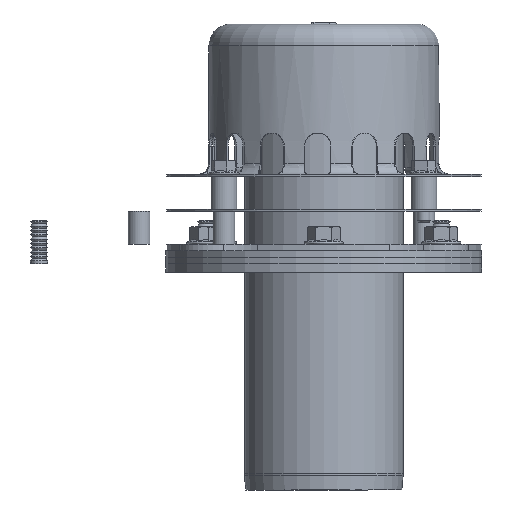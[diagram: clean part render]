
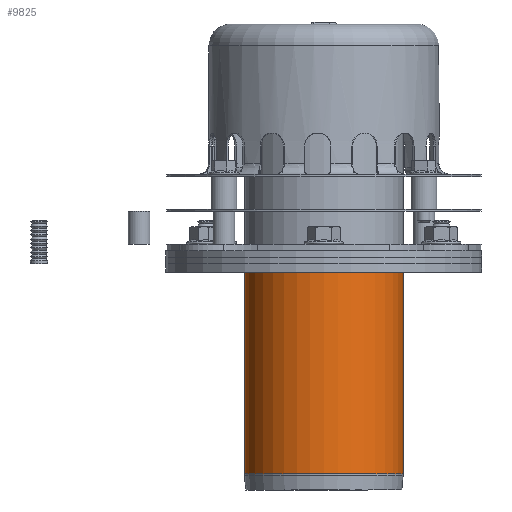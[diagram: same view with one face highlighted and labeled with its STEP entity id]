
A CAD part, left-side view. The second image highlights one B-rep face of the part: STEP entity #9825.
In plain terms, the highlighted cylindrical face has radius 365 mm (diameter 730 mm), a full revolution.
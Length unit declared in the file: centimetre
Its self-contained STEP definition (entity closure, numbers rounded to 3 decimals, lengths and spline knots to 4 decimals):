
#306=CYLINDRICAL_SURFACE('',#10780,36.5);
#860=FACE_OUTER_BOUND('',#1521,.T.);
#1521=EDGE_LOOP('',(#7560,#7561,#7562,#7563,#7564));
#2139=CIRCLE('',#10762,36.5);
#2140=CIRCLE('',#10763,36.5);
#2150=CIRCLE('',#10779,36.5);
#2634=LINE('',#15828,#3112);
#3112=VECTOR('',#12837,36.5);
#4170=VERTEX_POINT('',#15794);
#4171=VERTEX_POINT('',#15796);
#4179=VERTEX_POINT('',#15825);
#5389=EDGE_CURVE('',#4170,#4171,#2139,.T.);
#5390=EDGE_CURVE('',#4171,#4170,#2140,.T.);
#5404=EDGE_CURVE('',#4179,#4179,#2150,.T.);
#5405=EDGE_CURVE('',#4171,#4179,#2634,.T.);
#7560=ORIENTED_EDGE('',*,*,#5389,.F.);
#7561=ORIENTED_EDGE('',*,*,#5390,.F.);
#7562=ORIENTED_EDGE('',*,*,#5405,.T.);
#7563=ORIENTED_EDGE('',*,*,#5404,.T.);
#7564=ORIENTED_EDGE('',*,*,#5405,.F.);
#9825=ADVANCED_FACE('',(#860),#306,.T.);
#10762=AXIS2_PLACEMENT_3D('',#15797,#12795,#12796);
#10763=AXIS2_PLACEMENT_3D('',#15798,#12797,#12798);
#10779=AXIS2_PLACEMENT_3D('',#15826,#12833,#12834);
#10780=AXIS2_PLACEMENT_3D('',#15827,#12835,#12836);
#12795=DIRECTION('center_axis',(0.,0.,-1.));
#12796=DIRECTION('ref_axis',(1.,0.,0.));
#12797=DIRECTION('center_axis',(0.,0.,-1.));
#12798=DIRECTION('ref_axis',(1.,0.,0.));
#12833=DIRECTION('center_axis',(0.,0.,-1.));
#12834=DIRECTION('ref_axis',(1.,0.,0.));
#12835=DIRECTION('center_axis',(0.,0.,-1.));
#12836=DIRECTION('ref_axis',(-1.,0.,0.));
#12837=DIRECTION('',(0.,0.,1.));
#15794=CARTESIAN_POINT('',(667.8647,391.9055,-54.642));
#15796=CARTESIAN_POINT('',(704.3647,428.4055,-54.642));
#15797=CARTESIAN_POINT('Origin',(667.8647,428.4055,-54.642));
#15798=CARTESIAN_POINT('Origin',(667.8647,428.4055,-54.642));
#15825=CARTESIAN_POINT('',(704.3647,428.4055,38.));
#15826=CARTESIAN_POINT('Origin',(667.8647,428.4055,38.));
#15827=CARTESIAN_POINT('Origin',(667.8647,428.4055,-8.321));
#15828=CARTESIAN_POINT('',(704.3647,428.4055,-8.321));
